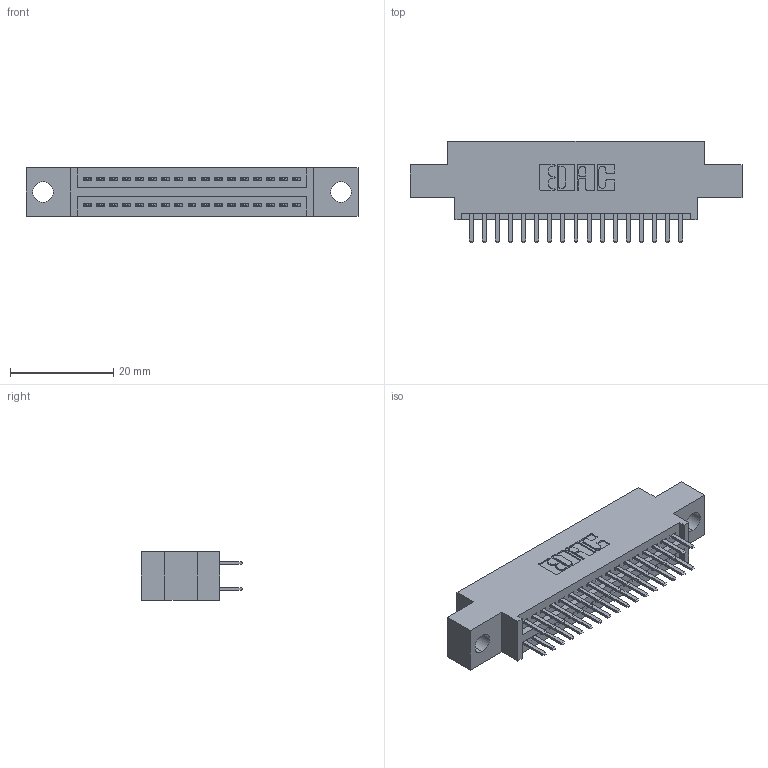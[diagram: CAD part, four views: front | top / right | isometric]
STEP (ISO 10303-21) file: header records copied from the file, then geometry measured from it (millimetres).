
FILE_DESCRIPTION (( 'STEP AP203' ), '1' );
FILE_NAME ('345-034-520-804.STEP', '2021-05-19T23:58:03', ( '' ), ( '' ), 'SwSTEP 2.0', 'SolidWorks 2020', '' );
FILE_SCHEMA (( 'CONFIG_CONTROL_DESIGN' ));
Length unit declared in the file: inch
Products named in the file (3): 345-292-001_345-293-120; 345-034-520-804; 345 Part_0.170 Offset - 0.156 Dia-TI
Assembly tree (35 placements, depth 2):
  345-034-520-804
    345 Part_0.170 Offset - 0.156 Dia-TI
    345-292-001_345-293-120  x34
Bounding box: 64.39 x 19.68 x 9.4 mm (x, y, z)
Volume: 5788.5 mm3; surface area: 8035.4 mm2
Topology: 35 solids, 35 shells, 1980 faces, 5727 edges, 3726 vertices
Faces by surface type: plane 1288, cylinder 692
Entity records: 17369 total; most frequent: CARTESIAN_POINT 2954, ORIENTED_EDGE 2874, DIRECTION 2621, EDGE_CURVE 1437, VECTOR 1233, LINE 1233, VERTEX_POINT 954, AXIS2_PLACEMENT_3D 694
